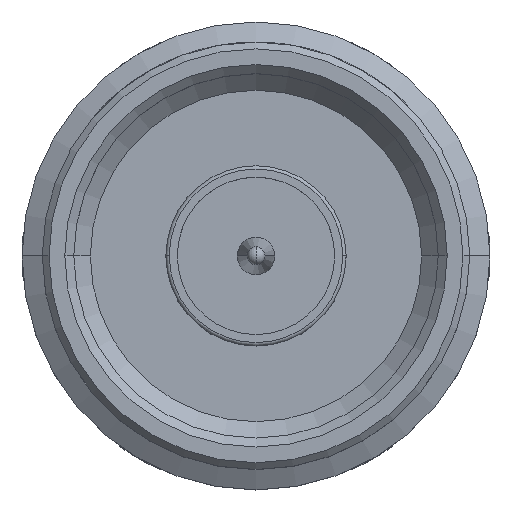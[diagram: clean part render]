
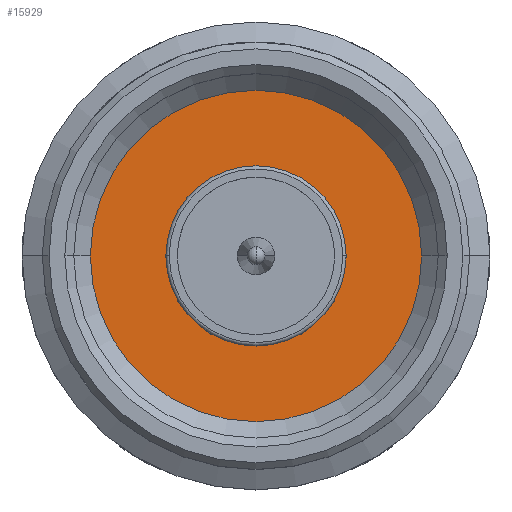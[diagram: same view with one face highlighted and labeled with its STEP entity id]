
A CAD part, top view. The second image highlights one B-rep face of the part: STEP entity #15929.
In plain terms, the highlighted planar face has unit normal (0, 0, 1).
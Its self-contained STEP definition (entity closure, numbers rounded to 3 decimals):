
#972 = EDGE_CURVE ( 'NONE', #6779, #16663, #20639, .T. ) ;
#1705 = CIRCLE ( 'NONE', #19033, 4.005 ) ;
#4762 = DIRECTION ( 'NONE',  ( 0., 0., -1. ) ) ;
#5751 = CARTESIAN_POINT ( 'NONE',  ( -7.366, 0., 11.616 ) ) ;
#6018 = VERTEX_POINT ( 'NONE', #6798 ) ;
#6347 = AXIS2_PLACEMENT_3D ( 'NONE', #6646, #17864, #8266 ) ;
#6429 = CIRCLE ( 'NONE', #14360, 7.366 ) ;
#6646 = CARTESIAN_POINT ( 'NONE',  ( 0., 0., 11.616 ) ) ;
#6779 = VERTEX_POINT ( 'NONE', #5751 ) ;
#6798 = CARTESIAN_POINT ( 'NONE',  ( 4.005, 0., 11.616 ) ) ;
#6857 = DIRECTION ( 'NONE',  ( 0., 0., 1. ) ) ;
#6901 = ORIENTED_EDGE ( 'NONE', *, *, #17876, .F. ) ;
#7410 = CARTESIAN_POINT ( 'NONE',  ( 0., 0., 11.616 ) ) ;
#7880 = CARTESIAN_POINT ( 'NONE',  ( 0., 0., 11.616 ) ) ;
#8187 = CARTESIAN_POINT ( 'NONE',  ( 0., 0., 11.616 ) ) ;
#8266 = DIRECTION ( 'NONE',  ( 1., 0., 0. ) ) ;
#9017 = DIRECTION ( 'NONE',  ( -1., 0., 0. ) ) ;
#9277 = ORIENTED_EDGE ( 'NONE', *, *, #14712, .F. ) ;
#9818 = DIRECTION ( 'NONE',  ( 1., 0., 0. ) ) ;
#12121 = EDGE_CURVE ( 'NONE', #16663, #6779, #6429, .T. ) ;
#12708 = EDGE_LOOP ( 'NONE', ( #19275, #18412 ) ) ;
#12848 = CIRCLE ( 'NONE', #19009, 4.005 ) ;
#13289 = VERTEX_POINT ( 'NONE', #17376 ) ;
#14360 = AXIS2_PLACEMENT_3D ( 'NONE', #8187, #19409, #9818 ) ;
#14427 = PLANE ( 'NONE',  #17913 ) ;
#14712 = EDGE_CURVE ( 'NONE', #13289, #6018, #1705, .T. ) ;
#15474 = EDGE_LOOP ( 'NONE', ( #6901, #9277 ) ) ;
#15929 = ADVANCED_FACE ( 'NONE', ( #19731, #19222 ), #14427, .F. ) ;
#16047 = DIRECTION ( 'NONE',  ( -1., 0., 0. ) ) ;
#16494 = CARTESIAN_POINT ( 'NONE',  ( 0., 0., 11.616 ) ) ;
#16663 = VERTEX_POINT ( 'NONE', #19138 ) ;
#17376 = CARTESIAN_POINT ( 'NONE',  ( -4.005, 0., 11.616 ) ) ;
#17864 = DIRECTION ( 'NONE',  ( 0., 0., 1. ) ) ;
#17876 = EDGE_CURVE ( 'NONE', #6018, #13289, #12848, .T. ) ;
#17913 = AXIS2_PLACEMENT_3D ( 'NONE', #7880, #4762, #16047 ) ;
#18092 = DIRECTION ( 'NONE',  ( -1., 0., 0. ) ) ;
#18412 = ORIENTED_EDGE ( 'NONE', *, *, #972, .T. ) ;
#18615 = DIRECTION ( 'NONE',  ( 0., 0., 1. ) ) ;
#19009 = AXIS2_PLACEMENT_3D ( 'NONE', #16494, #6857, #18092 ) ;
#19033 = AXIS2_PLACEMENT_3D ( 'NONE', #7410, #18615, #9017 ) ;
#19138 = CARTESIAN_POINT ( 'NONE',  ( 7.366, 0., 11.616 ) ) ;
#19222 = FACE_OUTER_BOUND ( 'NONE', #12708, .T. ) ;
#19275 = ORIENTED_EDGE ( 'NONE', *, *, #12121, .T. ) ;
#19409 = DIRECTION ( 'NONE',  ( 0., 0., 1. ) ) ;
#19731 = FACE_BOUND ( 'NONE', #15474, .T. ) ;
#20639 = CIRCLE ( 'NONE', #6347, 7.366 ) ;
